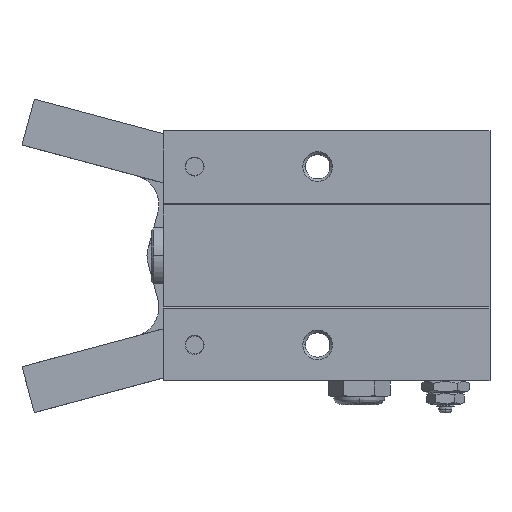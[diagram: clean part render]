
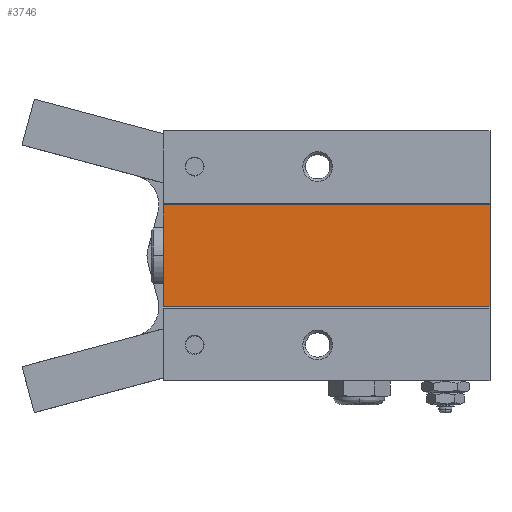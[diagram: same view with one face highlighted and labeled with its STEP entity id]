
A CAD part, top view. The second image highlights one B-rep face of the part: STEP entity #3746.
In plain terms, the highlighted planar face has unit normal (0, 0, 1).
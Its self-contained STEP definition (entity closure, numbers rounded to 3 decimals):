
#16 = VERTEX_POINT ( 'NONE', #7444 ) ;
#282 = DIRECTION ( 'NONE',  ( 0., -1., 0. ) ) ;
#355 = CARTESIAN_POINT ( 'NONE',  ( 0., 8.55, 13.45 ) ) ;
#651 = ORIENTED_EDGE ( 'NONE', *, *, #6843, .T. ) ;
#844 = VERTEX_POINT ( 'NONE', #4975 ) ;
#901 = CARTESIAN_POINT ( 'NONE',  ( 0., -8.55, 13.45 ) ) ;
#1037 = DIRECTION ( 'NONE',  ( -1., 0., 0. ) ) ;
#1556 = EDGE_CURVE ( 'NONE', #7821, #8194, #6184, .T. ) ;
#1616 = FACE_OUTER_BOUND ( 'NONE', #3677, .T. ) ;
#2212 = VECTOR ( 'NONE', #5895, 1000. ) ;
#2710 = ORIENTED_EDGE ( 'NONE', *, *, #6963, .T. ) ;
#2936 = CARTESIAN_POINT ( 'NONE',  ( 0., -8.55, 13.45 ) ) ;
#3332 = LINE ( 'NONE', #7862, #8594 ) ;
#3625 = LINE ( 'NONE', #7410, #7440 ) ;
#3677 = EDGE_LOOP ( 'NONE', ( #7746, #6595, #651, #2710 ) ) ;
#3746 = ADVANCED_FACE ( 'NONE', ( #1616 ), #5645, .T. ) ;
#3878 = LINE ( 'NONE', #901, #2212 ) ;
#4231 = DIRECTION ( 'NONE',  ( 0., 0., 1. ) ) ;
#4975 = CARTESIAN_POINT ( 'NONE',  ( -55., -8.55, 13.45 ) ) ;
#5268 = CARTESIAN_POINT ( 'NONE',  ( 0., 0., 13.45 ) ) ;
#5645 = PLANE ( 'NONE',  #6652 ) ;
#5702 = DIRECTION ( 'NONE',  ( 0., -1., 0. ) ) ;
#5895 = DIRECTION ( 'NONE',  ( 1., 0., 0. ) ) ;
#6184 = LINE ( 'NONE', #5268, #8076 ) ;
#6237 = EDGE_CURVE ( 'NONE', #7821, #16, #3625, .T. ) ;
#6595 = ORIENTED_EDGE ( 'NONE', *, *, #6237, .T. ) ;
#6652 = AXIS2_PLACEMENT_3D ( 'NONE', #8516, #4231, #9261 ) ;
#6843 = EDGE_CURVE ( 'NONE', #16, #844, #3332, .T. ) ;
#6963 = EDGE_CURVE ( 'NONE', #844, #8194, #3878, .T. ) ;
#7410 = CARTESIAN_POINT ( 'NONE',  ( 0., 8.55, 13.45 ) ) ;
#7440 = VECTOR ( 'NONE', #1037, 1000. ) ;
#7444 = CARTESIAN_POINT ( 'NONE',  ( -55., 8.55, 13.45 ) ) ;
#7746 = ORIENTED_EDGE ( 'NONE', *, *, #1556, .F. ) ;
#7821 = VERTEX_POINT ( 'NONE', #355 ) ;
#7862 = CARTESIAN_POINT ( 'NONE',  ( -55., 8.55, 13.45 ) ) ;
#8076 = VECTOR ( 'NONE', #282, 1000. ) ;
#8194 = VERTEX_POINT ( 'NONE', #2936 ) ;
#8516 = CARTESIAN_POINT ( 'NONE',  ( 0., 8.55, 13.45 ) ) ;
#8594 = VECTOR ( 'NONE', #5702, 1000. ) ;
#9261 = DIRECTION ( 'NONE',  ( 1., 0., 0. ) ) ;
